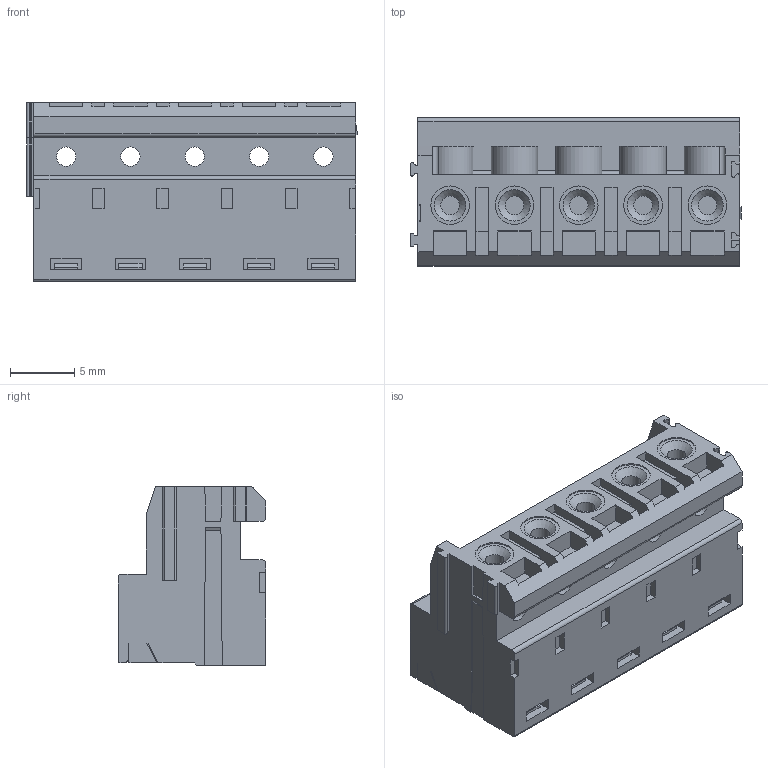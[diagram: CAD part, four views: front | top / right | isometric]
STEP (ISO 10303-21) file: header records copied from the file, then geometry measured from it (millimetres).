
FILE_DESCRIPTION(('STEP AP214'),'1');
FILE_NAME('SHCS05-5.stp','2018-11-12T17:00:00',(' '),(' '),'Spatial InterOp 3D',' ',' ');
FILE_SCHEMA(('AUTOMOTIVE_DESIGN { 1 0 10303 214 1 1 1 1 }'));
Length unit declared in the file: metre
Products named in the file (1): 1
Bounding box: 25.73 x 11.5 x 13.9 mm (x, y, z)
Volume: 2685.6 mm3; surface area: 3208.2 mm2
Topology: 1 solids, 1 shells, 551 faces, 1531 edges, 1011 vertices
Faces by surface type: plane 441, cylinder 95, cone 15
Full cylindrical faces by diameter (mm): 1.45 x5, 1.5 x5, 2.6 x5, 2.7 x5, 3 x5, 3.6 x8, 3.8 x5
Entity records: 21580 total; most frequent: CARTESIAN_POINT 3239, ORIENTED_EDGE 2878, DIRECTION 2728, EDGE_CURVE 1439, LINE 1220, VECTOR 1220, VERTEX_POINT 974, AXIS2_PLACEMENT_3D 754
